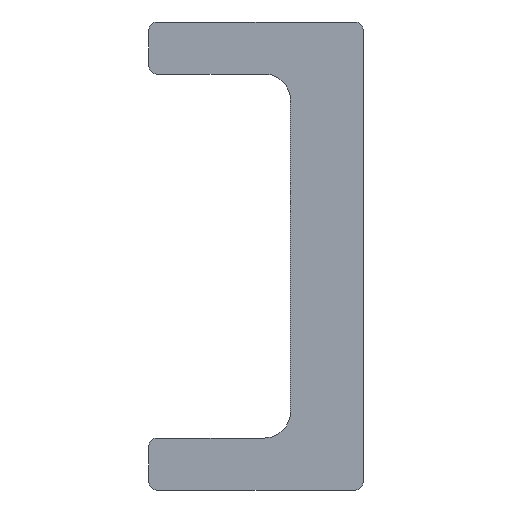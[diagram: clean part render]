
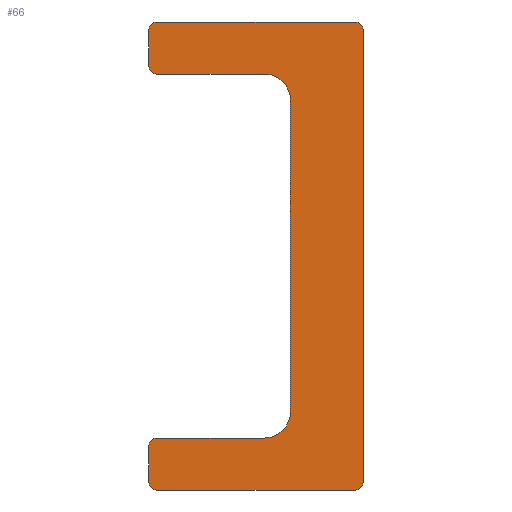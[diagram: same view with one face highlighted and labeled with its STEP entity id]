
A CAD part, front view. The second image highlights one B-rep face of the part: STEP entity #66.
In plain terms, the highlighted planar face has unit normal (0, -1, 0).
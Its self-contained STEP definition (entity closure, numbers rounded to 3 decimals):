
#66 = ADVANCED_FACE( '', ( #153 ), #154, .F. );
#153 = FACE_OUTER_BOUND( '', #270, .T. );
#154 = PLANE( '', #271 );
#270 = EDGE_LOOP( '', ( #399, #400, #401, #402, #403, #404, #405, #406, #407, #408, #409, #410, #411, #412, #413, #414 ) );
#271 = AXIS2_PLACEMENT_3D( '', #415, #416, #417 );
#399 = ORIENTED_EDGE( '', *, *, #628, .F. );
#400 = ORIENTED_EDGE( '', *, *, #629, .T. );
#401 = ORIENTED_EDGE( '', *, *, #630, .F. );
#402 = ORIENTED_EDGE( '', *, *, #631, .T. );
#403 = ORIENTED_EDGE( '', *, *, #622, .F. );
#404 = ORIENTED_EDGE( '', *, *, #632, .T. );
#405 = ORIENTED_EDGE( '', *, *, #633, .F. );
#406 = ORIENTED_EDGE( '', *, *, #634, .T. );
#407 = ORIENTED_EDGE( '', *, *, #635, .F. );
#408 = ORIENTED_EDGE( '', *, *, #636, .T. );
#409 = ORIENTED_EDGE( '', *, *, #637, .F. );
#410 = ORIENTED_EDGE( '', *, *, #638, .T. );
#411 = ORIENTED_EDGE( '', *, *, #609, .F. );
#412 = ORIENTED_EDGE( '', *, *, #639, .T. );
#413 = ORIENTED_EDGE( '', *, *, #640, .F. );
#414 = ORIENTED_EDGE( '', *, *, #641, .T. );
#415 = CARTESIAN_POINT( '', ( -4.125, 0., 9. ) );
#416 = DIRECTION( '', ( 0., 1., 0. ) );
#417 = DIRECTION( '', ( 0., 0., 1. ) );
#609 = EDGE_CURVE( '', #704, #706, #707, .T. );
#622 = EDGE_CURVE( '', #726, #728, #729, .T. );
#628 = EDGE_CURVE( '', #737, #738, #739, .T. );
#629 = EDGE_CURVE( '', #737, #740, #741, .F. );
#630 = EDGE_CURVE( '', #742, #740, #743, .T. );
#631 = EDGE_CURVE( '', #742, #728, #744, .F. );
#632 = EDGE_CURVE( '', #726, #745, #746, .F. );
#633 = EDGE_CURVE( '', #747, #745, #748, .T. );
#634 = EDGE_CURVE( '', #747, #749, #750, .T. );
#635 = EDGE_CURVE( '', #751, #749, #752, .T. );
#636 = EDGE_CURVE( '', #751, #753, #754, .T. );
#637 = EDGE_CURVE( '', #755, #753, #756, .T. );
#638 = EDGE_CURVE( '', #755, #706, #757, .F. );
#639 = EDGE_CURVE( '', #704, #758, #759, .F. );
#640 = EDGE_CURVE( '', #760, #758, #761, .T. );
#641 = EDGE_CURVE( '', #760, #738, #762, .F. );
#704 = VERTEX_POINT( '', #847 );
#706 = VERTEX_POINT( '', #850 );
#707 = LINE( '', #851, #852 );
#726 = VERTEX_POINT( '', #873 );
#728 = VERTEX_POINT( '', #876 );
#729 = LINE( '', #877, #878 );
#737 = VERTEX_POINT( '', #887 );
#738 = VERTEX_POINT( '', #888 );
#739 = LINE( '', #889, #890 );
#740 = VERTEX_POINT( '', #891 );
#741 = CIRCLE( '', #892, 0.3 );
#742 = VERTEX_POINT( '', #893 );
#743 = LINE( '', #894, #895 );
#744 = CIRCLE( '', #896, 0.3 );
#745 = VERTEX_POINT( '', #897 );
#746 = CIRCLE( '', #898, 0.3 );
#747 = VERTEX_POINT( '', #899 );
#748 = LINE( '', #900, #901 );
#749 = VERTEX_POINT( '', #902 );
#750 = CIRCLE( '', #903, 1. );
#751 = VERTEX_POINT( '', #904 );
#752 = LINE( '', #905, #906 );
#753 = VERTEX_POINT( '', #907 );
#754 = CIRCLE( '', #908, 1. );
#755 = VERTEX_POINT( '', #909 );
#756 = LINE( '', #910, #911 );
#757 = CIRCLE( '', #912, 0.3 );
#758 = VERTEX_POINT( '', #913 );
#759 = CIRCLE( '', #914, 0.3 );
#760 = VERTEX_POINT( '', #915 );
#761 = LINE( '', #916, #917 );
#762 = CIRCLE( '', #918, 0.3 );
#847 = CARTESIAN_POINT( '', ( -4.125, 0., -8.7 ) );
#850 = CARTESIAN_POINT( '', ( -4.125, 0., -7.3 ) );
#851 = CARTESIAN_POINT( '', ( -4.125, 0., -9. ) );
#852 = VECTOR( '', #1018, 1000. );
#873 = CARTESIAN_POINT( '', ( -4.125, 0., 7.3 ) );
#876 = CARTESIAN_POINT( '', ( -4.125, 0., 8.7 ) );
#877 = CARTESIAN_POINT( '', ( -4.125, 0., -9. ) );
#878 = VECTOR( '', #1037, 1000. );
#887 = CARTESIAN_POINT( '', ( 4.125, 0., 8.7 ) );
#888 = CARTESIAN_POINT( '', ( 4.125, 0., -8.7 ) );
#889 = CARTESIAN_POINT( '', ( 4.125, 0., 9. ) );
#890 = VECTOR( '', #1045, 1000. );
#891 = CARTESIAN_POINT( '', ( 3.825, 0., 9. ) );
#892 = AXIS2_PLACEMENT_3D( '', #1046, #1047, #1048 );
#893 = CARTESIAN_POINT( '', ( -3.825, 0., 9. ) );
#894 = CARTESIAN_POINT( '', ( -4.125, 0., 9. ) );
#895 = VECTOR( '', #1049, 1000. );
#896 = AXIS2_PLACEMENT_3D( '', #1050, #1051, #1052 );
#897 = CARTESIAN_POINT( '', ( -3.825, 0., 7. ) );
#898 = AXIS2_PLACEMENT_3D( '', #1053, #1054, #1055 );
#899 = CARTESIAN_POINT( '', ( 0.325, 0., 7. ) );
#900 = CARTESIAN_POINT( '', ( -4.125, 0., 7. ) );
#901 = VECTOR( '', #1056, 1000. );
#902 = CARTESIAN_POINT( '', ( 1.325, 0., 6. ) );
#903 = AXIS2_PLACEMENT_3D( '', #1057, #1058, #1059 );
#904 = CARTESIAN_POINT( '', ( 1.325, 0., -6. ) );
#905 = CARTESIAN_POINT( '', ( 1.325, 0., 7. ) );
#906 = VECTOR( '', #1060, 1000. );
#907 = CARTESIAN_POINT( '', ( 0.325, 0., -7. ) );
#908 = AXIS2_PLACEMENT_3D( '', #1061, #1062, #1063 );
#909 = CARTESIAN_POINT( '', ( -3.825, 0., -7. ) );
#910 = CARTESIAN_POINT( '', ( 1.325, 0., -7. ) );
#911 = VECTOR( '', #1064, 1000. );
#912 = AXIS2_PLACEMENT_3D( '', #1065, #1066, #1067 );
#913 = CARTESIAN_POINT( '', ( -3.825, 0., -9. ) );
#914 = AXIS2_PLACEMENT_3D( '', #1068, #1069, #1070 );
#915 = CARTESIAN_POINT( '', ( 3.825, 0., -9. ) );
#916 = CARTESIAN_POINT( '', ( 4.125, 0., -9. ) );
#917 = VECTOR( '', #1071, 1000. );
#918 = AXIS2_PLACEMENT_3D( '', #1072, #1073, #1074 );
#1018 = DIRECTION( '', ( 0., 0., 1. ) );
#1037 = DIRECTION( '', ( 0., 0., 1. ) );
#1045 = DIRECTION( '', ( 0., 0., -1. ) );
#1046 = CARTESIAN_POINT( '', ( 3.825, 0., 8.7 ) );
#1047 = DIRECTION( '', ( 0., 1., 0. ) );
#1048 = DIRECTION( '', ( 0., 0., 1. ) );
#1049 = DIRECTION( '', ( 1., 0., 0. ) );
#1050 = CARTESIAN_POINT( '', ( -3.825, 0., 8.7 ) );
#1051 = DIRECTION( '', ( 0., 1., 0. ) );
#1052 = DIRECTION( '', ( 0., 0., 1. ) );
#1053 = CARTESIAN_POINT( '', ( -3.825, 0., 7.3 ) );
#1054 = DIRECTION( '', ( 0., 1., 0. ) );
#1055 = DIRECTION( '', ( 0., 0., 1. ) );
#1056 = DIRECTION( '', ( -1., 0., 0. ) );
#1057 = CARTESIAN_POINT( '', ( 0.325, 0., 6. ) );
#1058 = DIRECTION( '', ( 0., 1., 0. ) );
#1059 = DIRECTION( '', ( 0., 0., 1. ) );
#1060 = DIRECTION( '', ( 0., 0., 1. ) );
#1061 = CARTESIAN_POINT( '', ( 0.325, 0., -6. ) );
#1062 = DIRECTION( '', ( 0., 1., 0. ) );
#1063 = DIRECTION( '', ( 0., 0., 1. ) );
#1064 = DIRECTION( '', ( 1., 0., 0. ) );
#1065 = CARTESIAN_POINT( '', ( -3.825, 0., -7.3 ) );
#1066 = DIRECTION( '', ( 0., 1., 0. ) );
#1067 = DIRECTION( '', ( 0., 0., 1. ) );
#1068 = CARTESIAN_POINT( '', ( -3.825, 0., -8.7 ) );
#1069 = DIRECTION( '', ( 0., 1., 0. ) );
#1070 = DIRECTION( '', ( 0., 0., 1. ) );
#1071 = DIRECTION( '', ( -1., 0., 0. ) );
#1072 = CARTESIAN_POINT( '', ( 3.825, 0., -8.7 ) );
#1073 = DIRECTION( '', ( 0., 1., 0. ) );
#1074 = DIRECTION( '', ( 0., 0., 1. ) );
